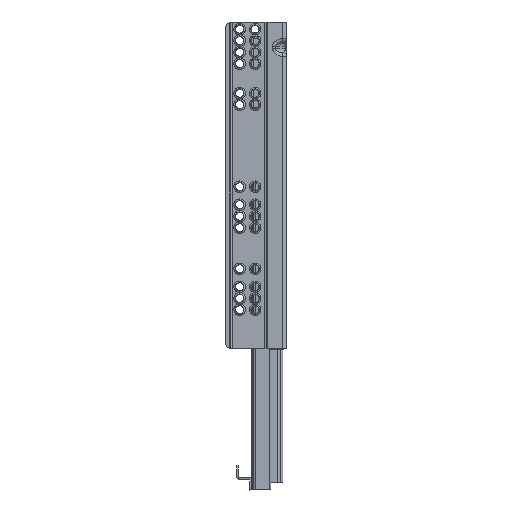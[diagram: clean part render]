
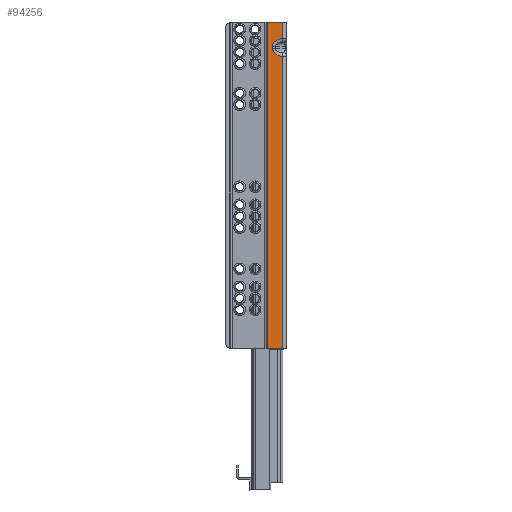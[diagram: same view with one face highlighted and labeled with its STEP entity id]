
A CAD part, left-side view. The second image highlights one B-rep face of the part: STEP entity #94256.
In plain terms, the highlighted planar face has unit normal (-1, 0, 0).
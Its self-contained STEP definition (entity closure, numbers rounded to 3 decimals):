
#5057 = ORIENTED_EDGE ( 'NONE', *, *, #65813, .T. ) ;
#6697 = CARTESIAN_POINT ( 'NONE',  ( 0., -12.443, 0. ) ) ;
#6999 = DIRECTION ( 'NONE',  ( 0., 0., 1. ) ) ;
#8547 = VECTOR ( 'NONE', #57260, 1000. ) ;
#8996 = VERTEX_POINT ( 'NONE', #6697 ) ;
#9470 = LINE ( 'NONE', #19635, #24486 ) ;
#9699 = ORIENTED_EDGE ( 'NONE', *, *, #90169, .T. ) ;
#14275 = VERTEX_POINT ( 'NONE', #62629 ) ;
#14783 = CARTESIAN_POINT ( 'NONE',  ( 0., -24.2, -255. ) ) ;
#17812 = CARTESIAN_POINT ( 'NONE',  ( 0., -12.443, -255. ) ) ;
#19635 = CARTESIAN_POINT ( 'NONE',  ( 0., -12.443, 0. ) ) ;
#24486 = VECTOR ( 'NONE', #133286, 1000. ) ;
#24520 = CARTESIAN_POINT ( 'NONE',  ( 0., -24.2, -255. ) ) ;
#26620 = LINE ( 'NONE', #17812, #85437 ) ;
#27516 = CARTESIAN_POINT ( 'NONE',  ( 0., -16.257, -15.661 ) ) ;
#31332 = AXIS2_PLACEMENT_3D ( 'NONE', #108959, #89335, #98813 ) ;
#33148 = CARTESIAN_POINT ( 'NONE',  ( 0., -16.257, -19. ) ) ;
#37352 =( BOUNDED_CURVE ( )  B_SPLINE_CURVE ( 3, ( #84411, #125697, #95219, #85061 ),
 .UNSPECIFIED., .F., .T. ) 
 B_SPLINE_CURVE_WITH_KNOTS ( ( 4, 4 ),
 ( 4.776, 6.283 ),
 .UNSPECIFIED. ) 
 CURVE ( )  GEOMETRIC_REPRESENTATION_ITEM ( )  RATIONAL_B_SPLINE_CURVE ( ( 1., 0.82, 0.82, 1. ) ) 
 REPRESENTATION_ITEM ( '' )  );
#43133 = VERTEX_POINT ( 'NONE', #44092 ) ;
#44092 = CARTESIAN_POINT ( 'NONE',  ( 0., -24.2, -13.012 ) ) ;
#45256 = LINE ( 'NONE', #14783, #122369 ) ;
#45793 = ORIENTED_EDGE ( 'NONE', *, *, #79254, .T. ) ;
#46482 = CARTESIAN_POINT ( 'NONE',  ( 0., -24.2, -13.012 ) ) ;
#47468 = VERTEX_POINT ( 'NONE', #99582 ) ;
#47808 = CARTESIAN_POINT ( 'NONE',  ( 0., -19.488, -13.226 ) ) ;
#49654 = ORIENTED_EDGE ( 'NONE', *, *, #65681, .T. ) ;
#55682 = LINE ( 'NONE', #76657, #62819 ) ;
#56304 = VERTEX_POINT ( 'NONE', #24520 ) ;
#57260 = DIRECTION ( 'NONE',  ( 0., 0., 1. ) ) ;
#62629 = CARTESIAN_POINT ( 'NONE',  ( 0., -24.2, 0. ) ) ;
#62819 = VECTOR ( 'NONE', #127420, 1000. ) ;
#63927 = CARTESIAN_POINT ( 'NONE',  ( 0., -24.2, -26.988 ) ) ;
#65681 = EDGE_CURVE ( 'NONE', #66045, #47468, #37352, .T. ) ;
#65813 = EDGE_CURVE ( 'NONE', #124090, #43133, #96212, .T. ) ;
#66045 = VERTEX_POINT ( 'NONE', #63927 ) ;
#67466 = CARTESIAN_POINT ( 'NONE',  ( 0., -12.443, -255. ) ) ;
#67679 = PLANE ( 'NONE',  #31332 ) ;
#74352 = DIRECTION ( 'NONE',  ( 0., 0., 1. ) ) ;
#76657 = CARTESIAN_POINT ( 'NONE',  ( 0., -24.2, -255. ) ) ;
#76934 = LINE ( 'NONE', #106732, #8547 ) ;
#77846 = LINE ( 'NONE', #78514, #89583 ) ;
#78514 = CARTESIAN_POINT ( 'NONE',  ( 0., -12.443, -255. ) ) ;
#79254 = EDGE_CURVE ( 'NONE', #88339, #56304, #77846, .T. ) ;
#84411 = CARTESIAN_POINT ( 'NONE',  ( 0., -24.2, -26.988 ) ) ;
#85061 = CARTESIAN_POINT ( 'NONE',  ( 0., -16.257, -21. ) ) ;
#85413 = ORIENTED_EDGE ( 'NONE', *, *, #131469, .T. ) ;
#85437 = VECTOR ( 'NONE', #6999, 1000. ) ;
#88339 = VERTEX_POINT ( 'NONE', #67466 ) ;
#89335 = DIRECTION ( 'NONE',  ( -1., 0., 0. ) ) ;
#89583 = VECTOR ( 'NONE', #119742, 1000. ) ;
#90169 = EDGE_CURVE ( 'NONE', #43133, #14275, #55682, .T. ) ;
#94256 = ADVANCED_FACE ( 'NONE', ( #120444 ), #67679, .T. ) ;
#95219 = CARTESIAN_POINT ( 'NONE',  ( 0., -16.257, -24.339 ) ) ;
#96212 =( BOUNDED_CURVE ( )  B_SPLINE_CURVE ( 3, ( #107396, #27516, #47808, #46482 ),
 .UNSPECIFIED., .F., .F. ) 
 B_SPLINE_CURVE_WITH_KNOTS ( ( 4, 4 ),
 ( 3.142, 4.648 ),
 .UNSPECIFIED. ) 
 CURVE ( )  GEOMETRIC_REPRESENTATION_ITEM ( )  RATIONAL_B_SPLINE_CURVE ( ( 1., 0.82, 0.82, 1. ) ) 
 REPRESENTATION_ITEM ( '' )  );
#98557 = EDGE_LOOP ( 'NONE', ( #110016, #49654, #85413, #5057, #9699, #102463, #103507, #45793 ) ) ;
#98813 = DIRECTION ( 'NONE',  ( 0., 0., 1. ) ) ;
#99582 = CARTESIAN_POINT ( 'NONE',  ( 0., -16.257, -21. ) ) ;
#102463 = ORIENTED_EDGE ( 'NONE', *, *, #123904, .F. ) ;
#103264 = EDGE_CURVE ( 'NONE', #88339, #8996, #26620, .T. ) ;
#103507 = ORIENTED_EDGE ( 'NONE', *, *, #103264, .F. ) ;
#106732 = CARTESIAN_POINT ( 'NONE',  ( 0., -16.257, -19. ) ) ;
#107396 = CARTESIAN_POINT ( 'NONE',  ( 0., -16.257, -19. ) ) ;
#108959 = CARTESIAN_POINT ( 'NONE',  ( 0., -12.443, -255. ) ) ;
#110016 = ORIENTED_EDGE ( 'NONE', *, *, #127998, .T. ) ;
#119742 = DIRECTION ( 'NONE',  ( 0., -1., 0. ) ) ;
#120444 = FACE_OUTER_BOUND ( 'NONE', #98557, .T. ) ;
#122369 = VECTOR ( 'NONE', #74352, 1000. ) ;
#123904 = EDGE_CURVE ( 'NONE', #8996, #14275, #9470, .T. ) ;
#124090 = VERTEX_POINT ( 'NONE', #33148 ) ;
#125697 = CARTESIAN_POINT ( 'NONE',  ( 0., -19.488, -26.774 ) ) ;
#127420 = DIRECTION ( 'NONE',  ( 0., 0., 1. ) ) ;
#127998 = EDGE_CURVE ( 'NONE', #56304, #66045, #45256, .T. ) ;
#131469 = EDGE_CURVE ( 'NONE', #47468, #124090, #76934, .T. ) ;
#133286 = DIRECTION ( 'NONE',  ( 0., -1., 0. ) ) ;
